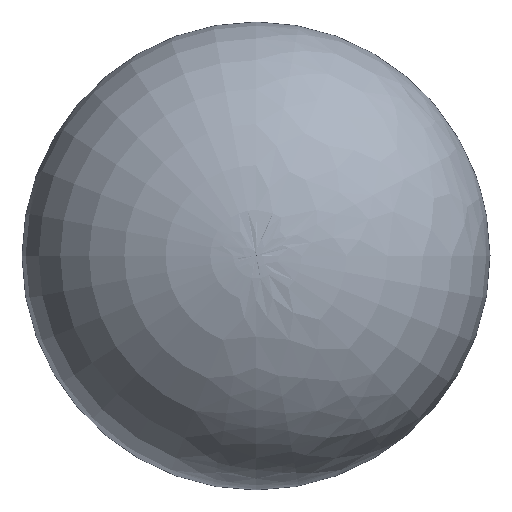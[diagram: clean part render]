
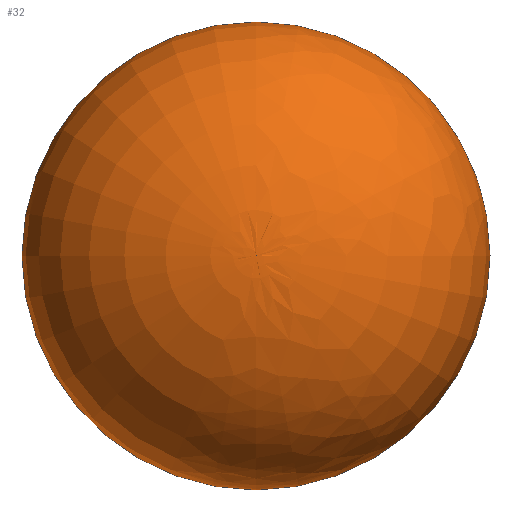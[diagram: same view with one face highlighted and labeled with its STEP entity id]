
A CAD part, top view. The second image highlights one B-rep face of the part: STEP entity #32.
In plain terms, the highlighted free-form (B-spline) face has degree [2, 2] with [5, 9] control points.
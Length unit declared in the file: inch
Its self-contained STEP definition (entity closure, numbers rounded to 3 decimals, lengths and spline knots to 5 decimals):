
#15=ELLIPSE('',#37,0.18595,0.15);
#16=(
BOUNDED_SURFACE()
B_SPLINE_SURFACE(2,2,((#50,#51,#52,#53,#54,#55,#56,#57,#58),(#59,#60,#61,
#62,#63,#64,#65,#66,#67),(#68,#69,#70,#71,#72,#73,#74,#75,#76),(#77,#78,
#79,#80,#81,#82,#83,#84,#85),(#86,#87,#88,#89,#90,#91,#92,#93,#94)),
 .UNSPECIFIED.,.F.,.T.,.F.)
B_SPLINE_SURFACE_WITH_KNOTS((3,2,3),(3,2,2,2,3),(3.12444,3.91842,
4.71239),(0.,1.5708,3.14159,4.71239,
6.28319),.UNSPECIFIED.)
GEOMETRIC_REPRESENTATION_ITEM()
RATIONAL_B_SPLINE_SURFACE(((1.,0.707,1.,0.707,1.,
0.707,1.,0.707,1.),(0.922,0.652,
0.922,0.652,0.922,0.652,
0.922,0.652,0.922),(1.,0.707,
1.,0.707,1.,0.707,1.,0.707,1.),(0.922,
0.652,0.922,0.652,0.922,
0.652,0.922,0.652,0.922),
(1.,0.707,1.,0.707,1.,0.707,1.,0.707,
1.)))
REPRESENTATION_ITEM('')
SURFACE()
);
#18=FACE_OUTER_BOUND('',#20,.T.);
#20=EDGE_LOOP('',(#27,#28,#29));
#21=CIRCLE('',#36,0.18592);
#22=VERTEX_POINT('',#48);
#23=VERTEX_POINT('',#95);
#24=EDGE_CURVE('',#22,#22,#21,.T.);
#25=EDGE_CURVE('',#22,#23,#15,.T.);
#27=ORIENTED_EDGE('',*,*,#25,.T.);
#28=ORIENTED_EDGE('',*,*,#25,.F.);
#29=ORIENTED_EDGE('',*,*,#24,.F.);
#32=ADVANCED_FACE('',(#18),#16,.T.);
#36=AXIS2_PLACEMENT_3D('',#49,#42,#43);
#37=AXIS2_PLACEMENT_3D('',#96,#44,#45);
#42=DIRECTION('center_axis',(0.,0.,-1.));
#43=DIRECTION('ref_axis',(1.,0.,0.));
#44=DIRECTION('center_axis',(-1.,0.,0.));
#45=DIRECTION('ref_axis',(0.,1.,0.));
#48=CARTESIAN_POINT('',(-4.,1.18908,0.37801));
#49=CARTESIAN_POINT('Origin',(-4.,1.375,0.37801));
#50=CARTESIAN_POINT('Ctrl Pts',(-4.,1.18908,0.37801));
#51=CARTESIAN_POINT('Ctrl Pts',(-4.18592,1.18908,0.37801));
#52=CARTESIAN_POINT('Ctrl Pts',(-4.18592,1.375,0.37801));
#53=CARTESIAN_POINT('Ctrl Pts',(-4.18592,1.56092,0.37801));
#54=CARTESIAN_POINT('Ctrl Pts',(-4.,1.56092,0.37801));
#55=CARTESIAN_POINT('Ctrl Pts',(-3.81408,1.56092,0.37801));
#56=CARTESIAN_POINT('Ctrl Pts',(-3.81408,1.375,0.37801));
#57=CARTESIAN_POINT('Ctrl Pts',(-3.81408,1.18908,0.37801));
#58=CARTESIAN_POINT('Ctrl Pts',(-4.,1.18908,0.37801));
#59=CARTESIAN_POINT('Ctrl Pts',(-4.,1.18774,0.44088));
#60=CARTESIAN_POINT('Ctrl Pts',(-4.18726,1.18774,0.44088));
#61=CARTESIAN_POINT('Ctrl Pts',(-4.18726,1.375,0.44088));
#62=CARTESIAN_POINT('Ctrl Pts',(-4.18726,1.56226,0.44088));
#63=CARTESIAN_POINT('Ctrl Pts',(-4.,1.56226,0.44088));
#64=CARTESIAN_POINT('Ctrl Pts',(-3.81274,1.56226,0.44088));
#65=CARTESIAN_POINT('Ctrl Pts',(-3.81274,1.375,0.44088));
#66=CARTESIAN_POINT('Ctrl Pts',(-3.81274,1.18774,0.44088));
#67=CARTESIAN_POINT('Ctrl Pts',(-4.,1.18774,0.44088));
#68=CARTESIAN_POINT('Ctrl Pts',(-4.,1.24239,0.48573));
#69=CARTESIAN_POINT('Ctrl Pts',(-4.13261,1.24239,0.48573));
#70=CARTESIAN_POINT('Ctrl Pts',(-4.13261,1.375,0.48573));
#71=CARTESIAN_POINT('Ctrl Pts',(-4.13261,1.50761,0.48573));
#72=CARTESIAN_POINT('Ctrl Pts',(-4.,1.50761,0.48573));
#73=CARTESIAN_POINT('Ctrl Pts',(-3.86739,1.50761,0.48573));
#74=CARTESIAN_POINT('Ctrl Pts',(-3.86739,1.375,0.48573));
#75=CARTESIAN_POINT('Ctrl Pts',(-3.86739,1.24239,0.48573));
#76=CARTESIAN_POINT('Ctrl Pts',(-4.,1.24239,0.48573));
#77=CARTESIAN_POINT('Ctrl Pts',(-4.,1.29704,0.53058));
#78=CARTESIAN_POINT('Ctrl Pts',(-4.07796,1.29704,0.53058));
#79=CARTESIAN_POINT('Ctrl Pts',(-4.07796,1.375,0.53058));
#80=CARTESIAN_POINT('Ctrl Pts',(-4.07796,1.45296,0.53058));
#81=CARTESIAN_POINT('Ctrl Pts',(-4.,1.45296,0.53058));
#82=CARTESIAN_POINT('Ctrl Pts',(-3.92204,1.45296,0.53058));
#83=CARTESIAN_POINT('Ctrl Pts',(-3.92204,1.375,0.53058));
#84=CARTESIAN_POINT('Ctrl Pts',(-3.92204,1.29704,0.53058));
#85=CARTESIAN_POINT('Ctrl Pts',(-4.,1.29704,0.53058));
#86=CARTESIAN_POINT('Ctrl Pts',(-4.,1.375,0.53058));
#87=CARTESIAN_POINT('Ctrl Pts',(-4.,1.375,0.53058));
#88=CARTESIAN_POINT('Ctrl Pts',(-4.,1.375,0.53058));
#89=CARTESIAN_POINT('Ctrl Pts',(-4.,1.375,0.53058));
#90=CARTESIAN_POINT('Ctrl Pts',(-4.,1.375,0.53058));
#91=CARTESIAN_POINT('Ctrl Pts',(-4.,1.375,0.53058));
#92=CARTESIAN_POINT('Ctrl Pts',(-4.,1.375,0.53058));
#93=CARTESIAN_POINT('Ctrl Pts',(-4.,1.375,0.53058));
#94=CARTESIAN_POINT('Ctrl Pts',(-4.,1.375,0.53058));
#95=CARTESIAN_POINT('',(-4.,1.375,0.53058));
#96=CARTESIAN_POINT('Origin',(-4.,1.375,0.38058));
